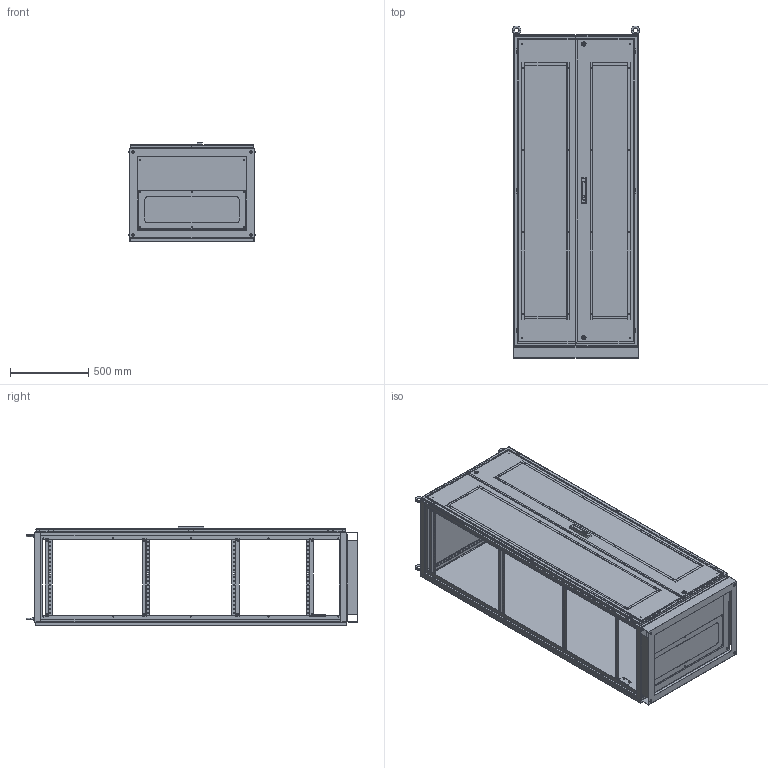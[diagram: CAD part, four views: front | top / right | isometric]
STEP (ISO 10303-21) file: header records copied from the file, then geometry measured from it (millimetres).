
FILE_DESCRIPTION (( 'STEP AP203' ), '1' );
FILE_NAME ('YKM1-C3-2086-2D-54 Øêàô íàïîëüíûé öåëüíîñâàðíîé ÂÐÓ-1 20.80.60-2Ä IP54 TITAN.STEP', '2021-01-29T12:03:25', ( '' ), ( '' ), 'SwSTEP 2.0', 'SolidWorks 2017', '' );
FILE_SCHEMA (( 'CONFIG_CONTROL_DESIGN' ));
Length unit declared in the file: millimetre
Products named in the file (6): Öîêîëü äëÿ ÂÐÓ 800õ600; Îáîëî÷êà ÂÐÓ-1 2000õ800õ600 IP54 -2Ä; Äâåðü äëÿ ÂÐÓ 2000õ800 IP54 Ëåâàÿ; YKM1-C3-2086-2D-54 Øêàô íàïîëüíûé öåëüíîñâàðíîé ÂÐÓ-1 20.80.60-2Ä IP54 TITAN; Ñòåíêà çàäíÿÿ äëÿ ÂÐÓ-õ 2000õ800 IP54; Äâåðü äëÿ ÂÐÓ 2000õ800 IP54 Ïðàâàÿ
Assembly tree (5 placements, depth 2):
  YKM1-C3-2086-2D-54 Øêàô íàïîëüíûé öåëüíîñâàðíîé ÂÐÓ-1 20.80.60-2Ä IP54 TITAN
    Îáîëî÷êà ÂÐÓ-1 2000õ800õ600 IP54 -2Ä
    Öîêîëü äëÿ ÂÐÓ 800õ600
    Ñòåíêà çàäíÿÿ äëÿ ÂÐÓ-õ 2000õ800 IP54
    Äâåðü äëÿ ÂÐÓ 2000õ800 IP54 Ëåâàÿ
    Äâåðü äëÿ ÂÐÓ 2000õ800 IP54 Ïðàâàÿ
Bounding box: 814 x 2126 x 639.4 mm (x, y, z)
Volume: 12360807.2 mm3; surface area: 15242383.7 mm2
Topology: 61 solids, 65 shells, 4647 faces, 12733 edges, 8306 vertices
Faces by surface type: plane 2442, cylinder 1838, cone 268, torus 48, sphere 30, bspline 21
Entity records: 157301 total; most frequent: CARTESIAN_POINT 33001, ORIENTED_EDGE 25438, DIRECTION 25314, EDGE_CURVE 12719, AXIS2_PLACEMENT_3D 8703, VERTEX_POINT 8306, LINE 7908, VECTOR 7908
